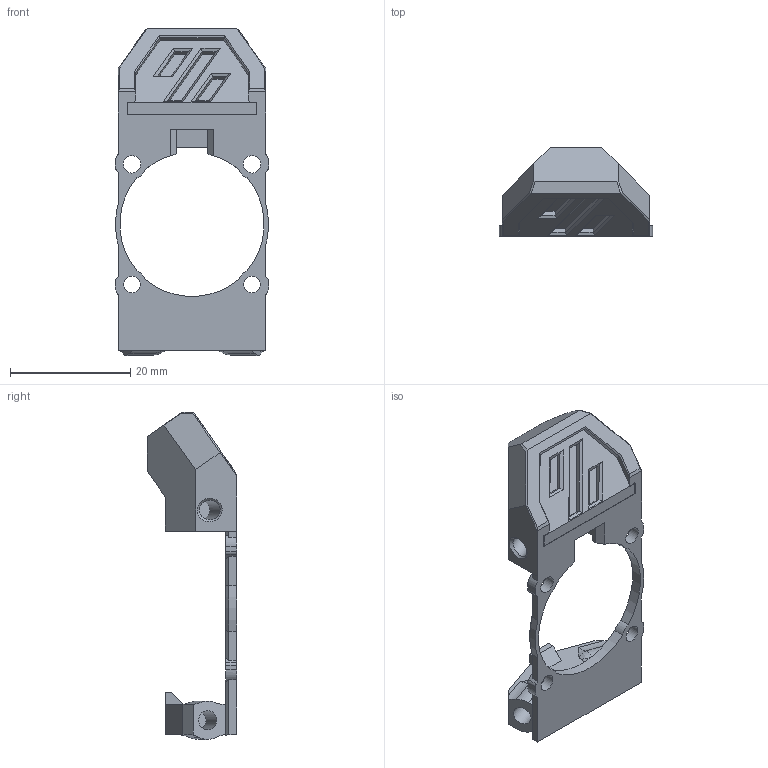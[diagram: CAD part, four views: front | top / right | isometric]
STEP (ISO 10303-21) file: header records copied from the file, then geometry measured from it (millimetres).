
FILE_DESCRIPTION(/* description */ ('STEP AP242','CAx-IF Rec.Pracs.---Representation and Presentation of Product Manufacturing Information (PMI)---4.0---2014-10-13','CAx-IF Rec.Pracs.---3D Tessellated Geometry---0.4---2014-09-14','2;1'),/* implementation_level */ '2;1');
FILE_NAME(/* name */ '645f041b5be6ff64903fd40d',/* time_stamp */ '2023-05-13T03:29:33Z',/* author */ (''),/* organization */ (''),/* preprocessor_version */ 'ST-DEVELOPER v19.4',/* originating_system */ ' ',/* authorisation */ ' ');
FILE_SCHEMA (('AP242_MANAGED_MODEL_BASED_3D_ENGINEERING_MIM_LF { 1 0 10303 442 1 1 4 }'));
Length unit declared in the file: metre
Products named in the file (3): [white]Diffuser - LED-BARF; Faceplate - Rapido 1 - BARF; Voron Logo - LED-BARF
Bounding box: 25.5 x 14.83 x 54.43 mm (x, y, z)
Volume: 4477.6 mm3; surface area: 5110.6 mm2
Topology: 3 solids, 3 shells, 235 faces, 641 edges, 415 vertices
Faces by surface type: plane 179, cylinder 40, bspline 14, cone 2
Full cylindrical faces by diameter (mm): 2.8 x2, 2.9 x2, 3.2 x4
Entity records: 7572 total; most frequent: CARTESIAN_POINT 1630, ORIENTED_EDGE 1252, DIRECTION 1141, EDGE_CURVE 626, LINE 499, VECTOR 499, VERTEX_POINT 410, AXIS2_PLACEMENT_3D 321
